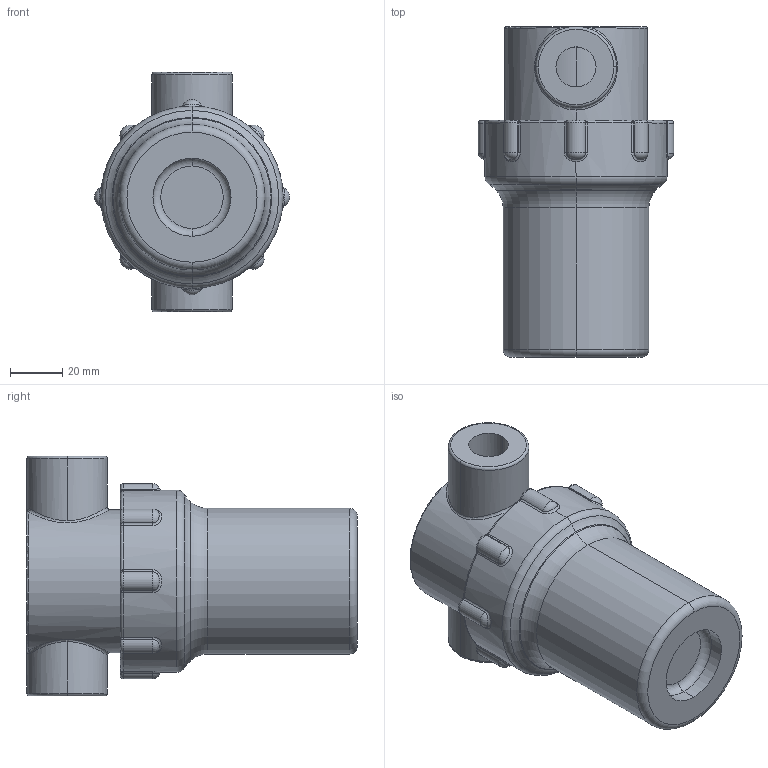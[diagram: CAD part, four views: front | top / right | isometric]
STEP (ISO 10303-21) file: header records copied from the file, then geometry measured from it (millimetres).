
FILE_DESCRIPTION(('STEP AP214'),'1');
FILE_NAME('COVAL_FVUG38.stp','2017-12-27T18:44:32',('TraceParts'),('TraceParts S.A.'),'Spatial InterOp 3D',' ',' ');
FILE_SCHEMA(('automotive_design'));
Length unit declared in the file: millimetre
Products named in the file (1): COVAL_FVUG38
Bounding box: 74.97 x 127 x 92 mm (x, y, z)
Volume: 363124.5 mm3; surface area: 37122.3 mm2
Topology: 1 solids, 1 shells, 133 faces, 302 edges, 156 vertices
Faces by surface type: cylinder 50, torus 44, bspline 30, plane 7, cone 2
Entity records: 34204 total; most frequent: CARTESIAN_POINT 30422, ORIENTED_EDGE 564, DIRECTION 562, EDGE_CURVE 282, AXIS2_PLACEMENT_3D 252, VERTEX_POINT 156, CIRCLE 148, EDGE_LOOP 138
